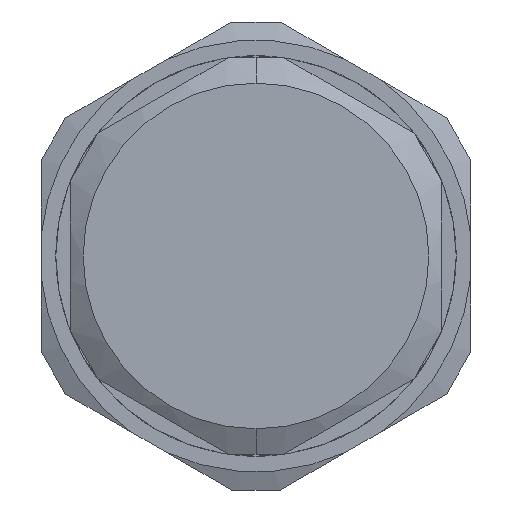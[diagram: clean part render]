
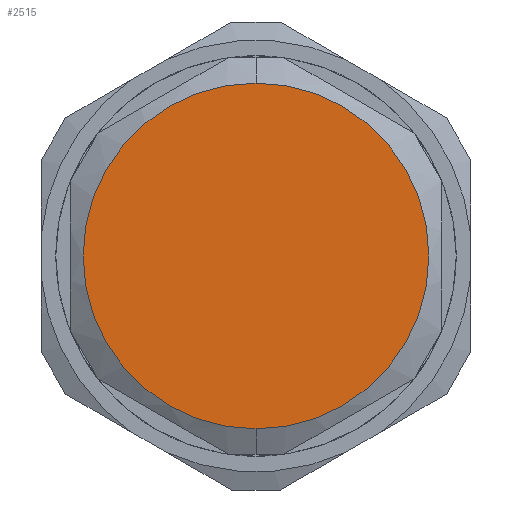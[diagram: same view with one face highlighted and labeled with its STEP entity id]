
A CAD part, front view. The second image highlights one B-rep face of the part: STEP entity #2515.
In plain terms, the highlighted planar face has unit normal (0, -1, 0).
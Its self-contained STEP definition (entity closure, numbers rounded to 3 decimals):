
#63=CARTESIAN_POINT('',(0.,-24.125,0.));
#64=DIRECTION('',(0.,-1.,0.));
#65=DIRECTION('',(0.,0.,-1.));
#66=AXIS2_PLACEMENT_3D('',#63,#64,#65);
#83=CARTESIAN_POINT('',(0.,-24.125,0.));
#84=DIRECTION('',(0.,1.,0.));
#85=DIRECTION('',(0.,0.,-1.));
#86=AXIS2_PLACEMENT_3D('',#83,#84,#85);
#2210=CARTESIAN_POINT('',(0.,-24.125,-8.85));
#2211=CARTESIAN_POINT('',(0.,-24.125,8.85));
#2212=VERTEX_POINT('',#2210);
#2213=VERTEX_POINT('',#2211);
#2504=CARTESIAN_POINT('',(0.,-24.125,0.));
#2505=DIRECTION('',(0.,1.,0.));
#2506=DIRECTION('',(0.,0.,-1.));
#2507=AXIS2_PLACEMENT_3D('',#2504,#2505,#2506);
#2508=PLANE('',#2507);
#2510=ORIENTED_EDGE('',*,*,#2509,.F.);
#2512=ORIENTED_EDGE('',*,*,#2511,.T.);
#2513=EDGE_LOOP('',(#2510,#2512));
#2514=FACE_OUTER_BOUND('',#2513,.F.);
#67=CIRCLE('',#66,8.85);
#87=CIRCLE('',#86,8.85);
#2509=EDGE_CURVE('',#2212,#2213,#67,.T.);
#2511=EDGE_CURVE('',#2212,#2213,#87,.T.);
#2515=ADVANCED_FACE('',(#2514),#2508,.F.);
